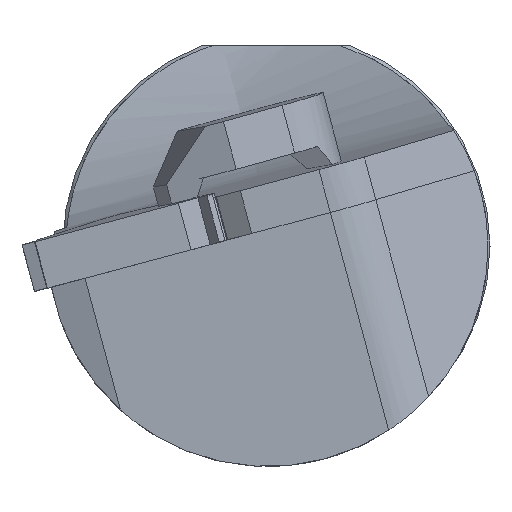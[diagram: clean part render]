
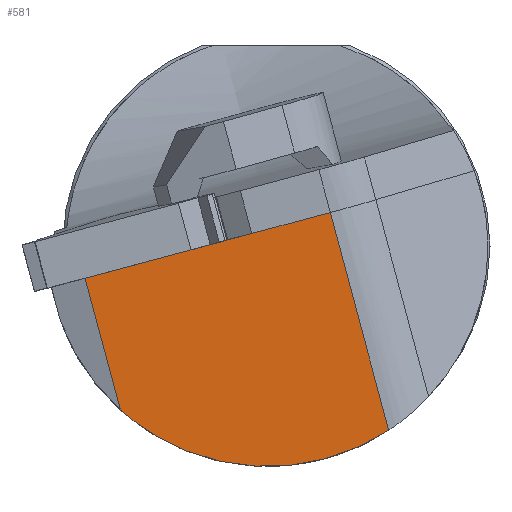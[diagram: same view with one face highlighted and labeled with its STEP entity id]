
A CAD part, left-side view. The second image highlights one B-rep face of the part: STEP entity #581.
In plain terms, the highlighted planar face has unit normal (-1, -0.007, -0.025).
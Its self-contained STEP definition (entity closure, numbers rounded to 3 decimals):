
#531=ELLIPSE('',#1729,16.506,16.5);
#581=ADVANCED_FACE('',(#696),#644,.F.);
#644=PLANE('',#1730);
#696=FACE_OUTER_BOUND('',#760,.T.);
#760=EDGE_LOOP('',(#909,#910,#911,#912,#913));
#909=ORIENTED_EDGE('',*,*,#1338,.F.);
#910=ORIENTED_EDGE('',*,*,#1339,.F.);
#911=ORIENTED_EDGE('',*,*,#1340,.T.);
#912=ORIENTED_EDGE('',*,*,#1341,.F.);
#913=ORIENTED_EDGE('',*,*,#1329,.F.);
#1202=VERTEX_POINT('',#2198);
#1204=VERTEX_POINT('',#2201);
#1212=VERTEX_POINT('',#2228);
#1213=VERTEX_POINT('',#2230);
#1214=VERTEX_POINT('',#2232);
#1329=EDGE_CURVE('',#1202,#1204,#1493,.T.);
#1338=EDGE_CURVE('',#1212,#1202,#1500,.T.);
#1339=EDGE_CURVE('',#1213,#1212,#1501,.T.);
#1340=EDGE_CURVE('',#1213,#1214,#1502,.T.);
#1341=EDGE_CURVE('',#1204,#1214,#531,.T.);
#1493=LINE('',#2200,#1613);
#1500=LINE('',#2227,#1620);
#1501=LINE('',#2229,#1621);
#1502=LINE('',#2231,#1622);
#1613=VECTOR('',#1867,1.);
#1620=VECTOR('',#1878,1.);
#1621=VECTOR('',#1879,1.);
#1622=VECTOR('',#1880,1.);
#1729=AXIS2_PLACEMENT_3D('',#2233,#1881,#1882);
#1730=AXIS2_PLACEMENT_3D('',#2234,#1883,#1884);
#1867=DIRECTION('',(0.026,-0.259,-0.966));
#1878=DIRECTION('',(0.,-0.966,0.259));
#1879=DIRECTION('',(0.,-0.966,0.259));
#1880=DIRECTION('',(0.026,-0.259,-0.966));
#1881=DIRECTION('',(1.,0.007,0.025));
#1882=DIRECTION('',(-0.026,0.259,0.966));
#1883=DIRECTION('',(1.,0.007,0.025));
#1884=DIRECTION('',(0.025,0.,-1.));
#2198=CARTESIAN_POINT('',(-196.6,-19.136,31.253));
#2200=CARTESIAN_POINT('',(-195.672,-28.313,-2.995));
#2201=CARTESIAN_POINT('',(-196.158,-23.506,14.945));
#2227=CARTESIAN_POINT('',(-196.6,-19.136,31.253));
#2228=CARTESIAN_POINT('',(-196.6,-13.253,29.676));
#2229=CARTESIAN_POINT('',(-196.6,-19.136,31.253));
#2230=CARTESIAN_POINT('',(-196.6,-0.768,26.331));
#2231=CARTESIAN_POINT('',(-195.672,-9.944,-7.917));
#2232=CARTESIAN_POINT('',(-196.333,-3.412,16.461));
#2233=CARTESIAN_POINT('',(-196.568,-14.442,28.733));
#2234=CARTESIAN_POINT('',(-195.672,-28.313,-2.995));
